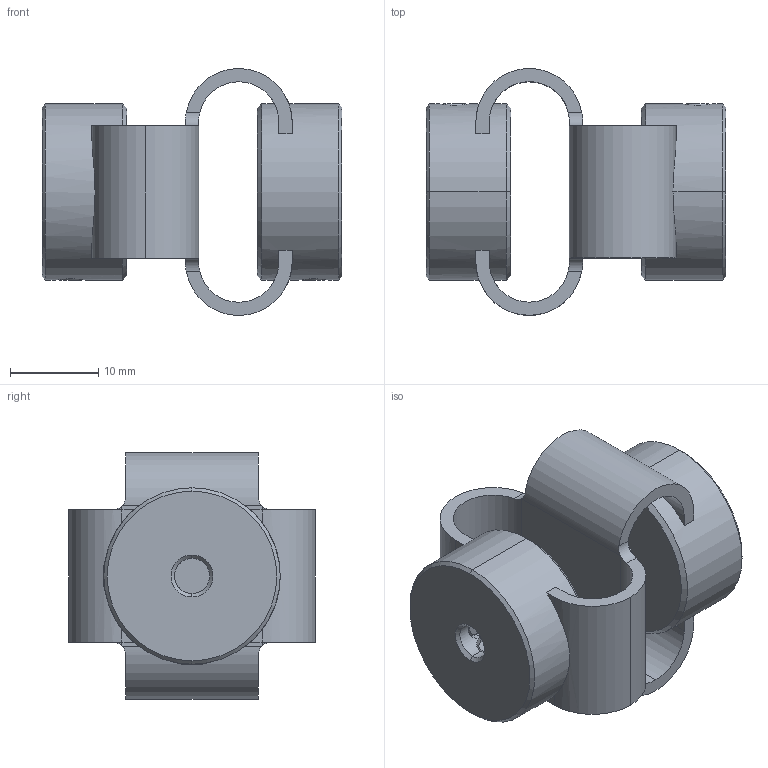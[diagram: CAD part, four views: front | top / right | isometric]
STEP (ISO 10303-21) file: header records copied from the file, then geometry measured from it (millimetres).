
FILE_DESCRIPTION (( 'STEP AP203' ), '1' );
FILE_NAME ('CL12-25.step', '2011-08-10T07:36:55', ( '' ), ( '' ), 'SwSTEP 2.0', 'SolidWorks 2010', '' );
FILE_SCHEMA (( 'CONFIG_CONTROL_DESIGN' ));
Length unit declared in the file: millimetre
Products named in the file (1): CL12-25
Bounding box: 34 x 28 x 28 mm (x, y, z)
Volume: 7532.4 mm3; surface area: 5694.1 mm2
Topology: 5 solids, 5 shells, 142 faces, 374 edges, 238 vertices
Faces by surface type: plane 66, cylinder 40, cone 28, bspline 8
Entity records: 5349 total; most frequent: CARTESIAN_POINT 1829, ORIENTED_EDGE 748, DIRECTION 676, EDGE_CURVE 374, AXIS2_PLACEMENT_3D 243, VERTEX_POINT 238, LINE 190, VECTOR 190
